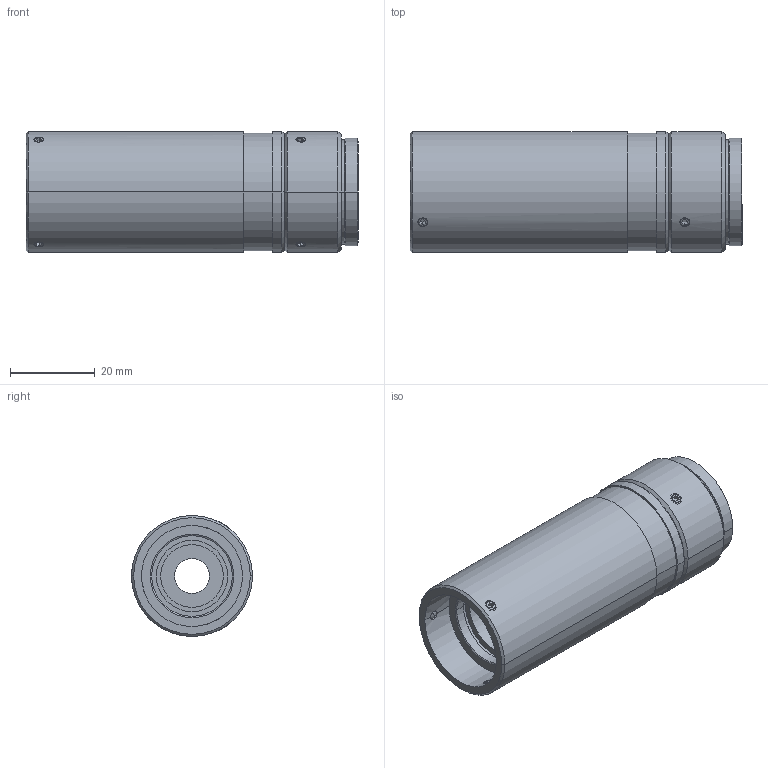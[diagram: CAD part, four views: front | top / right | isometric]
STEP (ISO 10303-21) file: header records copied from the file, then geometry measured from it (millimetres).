
FILE_DESCRIPTION((''),'2;1');
FILE_NAME('61450_0.stp','2005-03-29T09:06:04',('PODLENA'),(''),'Autodesk Inventor 9','Autodesk Inventor 9','');
FILE_SCHEMA(('AUTOMOTIVE_DESIGN { 1 0 10303 214 1 1 1 1 }'));
Length unit declared in the file: inch
Products named in the file (5): Assembly2; 61450_0; 61423; 61433; 7108
Assembly tree (9 placements, depth 3):
  Assembly2
    61450_0
      61423
      61433
      7108  x6
Bounding box: 78.41 x 28.57 x 28.57 mm (x, y, z)
Volume: 30441.7 mm3; surface area: 14940.3 mm2
Topology: 8 solids, 8 shells, 180 faces, 400 edges, 254 vertices
Faces by surface type: plane 68, cylinder 52, cone 36, bspline 12, sphere 12
Entity records: 3785 total; most frequent: CARTESIAN_POINT 1147, DIRECTION 552, ORIENTED_EDGE 490, EDGE_CURVE 245, AXIS2_PLACEMENT_3D 225, VERTEX_POINT 154, EDGE_LOOP 139, CIRCLE 113
